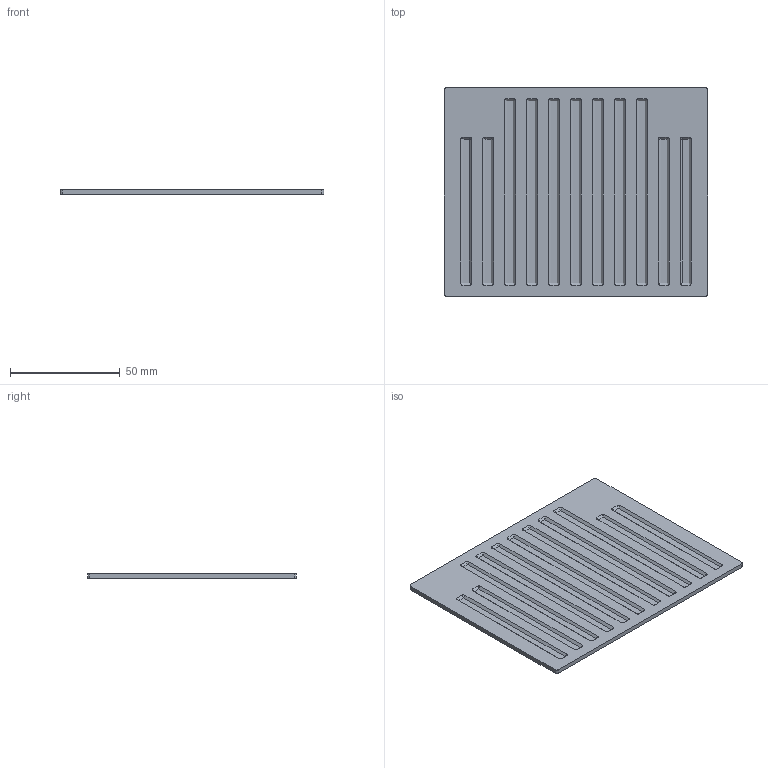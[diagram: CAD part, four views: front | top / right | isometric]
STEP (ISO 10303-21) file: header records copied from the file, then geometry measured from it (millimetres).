
FILE_DESCRIPTION(('STEP AP242'), '1');
FILE_NAME('itemSuspensionOnLancerBoardPlate', '', ('UNSPECIFIED'), ('UNSPECIFIED'), 'C3D Converter', 'C3D Toolkit', '');
FILE_SCHEMA(('AP242_MANAGED_MODEL_BASED_3D_ENGINEERING_MIM_LF { 1 0 10303 442 1 1 4 }'));
Length unit declared in the file: millimetre
Bounding box: 120 x 95 x 2 mm (x, y, z)
Volume: 19381.8 mm3; surface area: 24394.9 mm2
Topology: 1 solids, 1 shells, 109 faces, 288 edges, 148 vertices
Faces by surface type: plane 61, bspline 44, cylinder 4
Entity records: 3785 total; most frequent: CARTESIAN_POINT 1426, ORIENTED_EDGE 488, DIRECTION 428, EDGE_CURVE 244, LINE 192, VECTOR 192, VERTEX_POINT 148, FACE_BOUND 120
